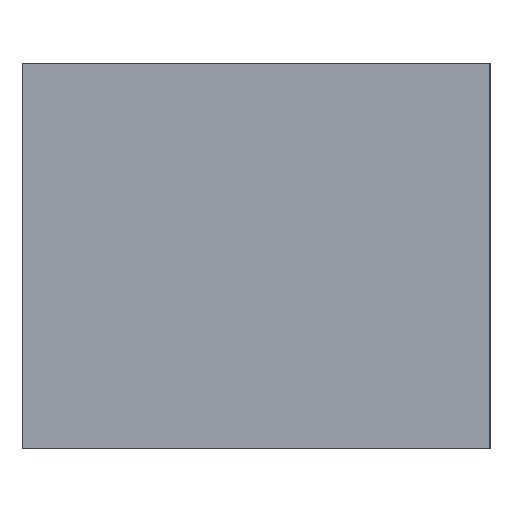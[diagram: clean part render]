
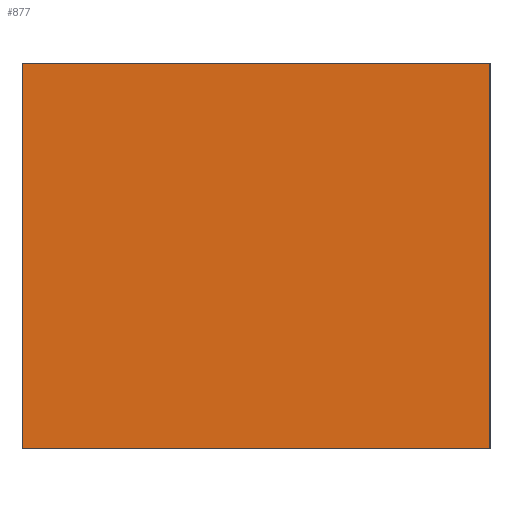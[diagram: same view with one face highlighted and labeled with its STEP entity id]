
A CAD part, left-side view. The second image highlights one B-rep face of the part: STEP entity #877.
In plain terms, the highlighted planar face has unit normal (-1, 0, 0).
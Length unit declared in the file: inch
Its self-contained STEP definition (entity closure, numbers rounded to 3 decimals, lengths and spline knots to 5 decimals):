
#60=FACE_OUTER_BOUND($,#104,.T.);
#104=EDGE_LOOP($,(#745,#746,#747,#748));
#135=LINE($,#1195,#255);
#164=LINE($,#1253,#284);
#227=LINE($,#1381,#347);
#228=LINE($,#1383,#348);
#255=VECTOR($,#957,0.311);
#284=VECTOR($,#1014,0.3777);
#347=VECTOR($,#1133,0.3777);
#348=VECTOR($,#1136,0.311);
#375=VERTEX_POINT($,#1192);
#376=VERTEX_POINT($,#1194);
#391=VERTEX_POINT($,#1252);
#428=VERTEX_POINT($,#1379);
#455=EDGE_CURVE($,#376,#375,#135,.T.);
#484=EDGE_CURVE($,#376,#391,#164,.T.);
#547=EDGE_CURVE($,#375,#428,#227,.T.);
#548=EDGE_CURVE($,#428,#391,#228,.T.);
#745=ORIENTED_EDGE($,*,*,#455,.T.);
#746=ORIENTED_EDGE($,*,*,#547,.T.);
#747=ORIENTED_EDGE($,*,*,#548,.T.);
#748=ORIENTED_EDGE($,*,*,#484,.F.);
#832=PLANE($,#925);
#877=ADVANCED_FACE($,(#60),#832,.T.);
#925=AXIS2_PLACEMENT_3D($,#1382,#1134,#1135);
#957=DIRECTION($,(0.,0.,-1.));
#1014=DIRECTION($,(0.,-1.,0.));
#1133=DIRECTION($,(0.,-1.,0.));
#1134=DIRECTION('center_axis',(-1.,0.,0.));
#1135=DIRECTION('ref_axis',(0.,0.,1.));
#1136=DIRECTION($,(0.,0.,1.));
#1192=CARTESIAN_POINT('',(-0.256,-0.02,-0.1555));
#1194=CARTESIAN_POINT('',(-0.256,-0.02,0.1555));
#1195=CARTESIAN_POINT($,(-0.256,-0.02,-0.07775));
#1252=CARTESIAN_POINT('',(-0.256,-0.3977,0.1555));
#1253=CARTESIAN_POINT($,(-0.256,-0.01,0.1555));
#1379=CARTESIAN_POINT('',(-0.256,-0.3977,-0.1555));
#1381=CARTESIAN_POINT($,(-0.256,-0.01,-0.1555));
#1382=CARTESIAN_POINT('Origin',(-0.256,-0.01,-0.1555));
#1383=CARTESIAN_POINT($,(-0.256,-0.3977,-0.1555));
